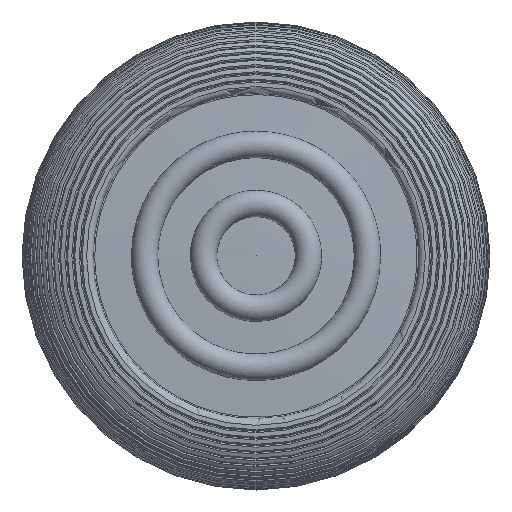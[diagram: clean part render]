
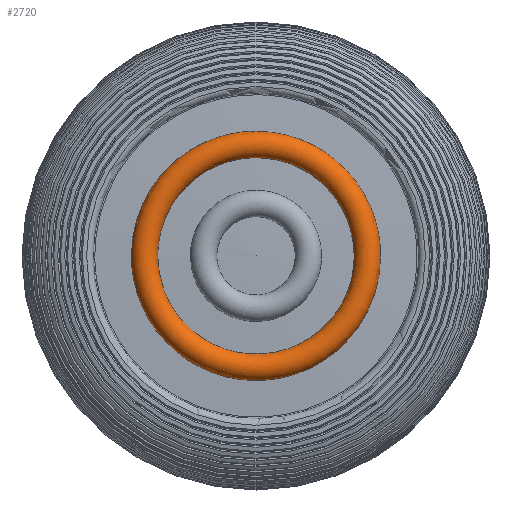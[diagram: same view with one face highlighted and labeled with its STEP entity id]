
A CAD part, top view. The second image highlights one B-rep face of the part: STEP entity #2720.
In plain terms, the highlighted toroidal (fillet/blend) face has major radius 4.126 mm and minor radius 0.5 mm.
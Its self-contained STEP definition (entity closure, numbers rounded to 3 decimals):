
#131=TOROIDAL_SURFACE('',#3115,4.126,0.5);
#258=FACE_OUTER_BOUND('',#418,.T.);
#418=EDGE_LOOP('',(#2087,#2088,#2089,#2090,#2091,#2092));
#725=CIRCLE('',#3116,0.5);
#819=B_SPLINE_CURVE_WITH_KNOTS('',3,(#4659,#4660,#4661,#4662,#4663,#4664,
#4665,#4666,#4667,#4668,#4669,#4670,#4671,#4672,#4673,#4674,#4675,#4676,
#4677,#4678),.UNSPECIFIED.,.F.,.F.,(4,2,2,2,2,2,2,2,2,4),(-1.456,
-1.444,-1.263,-1.083,-0.902,
-0.722,-0.541,-0.361,-0.18,
0.),.UNSPECIFIED.);
#820=B_SPLINE_CURVE_WITH_KNOTS('',3,(#4679,#4680,#4681,#4682,#4683,#4684,
#4685,#4686,#4687,#4688,#4689,#4690,#4691,#4692,#4693,#4694,#4695,#4696,
#4697,#4698),.UNSPECIFIED.,.F.,.F.,(4,2,2,2,2,2,2,2,2,4),(0.,0.102,
0.204,0.385,0.565,0.746,
0.926,1.107,1.287,1.456),
 .UNSPECIFIED.);
#823=B_SPLINE_CURVE_WITH_KNOTS('',3,(#5333,#5334,#5335,#5336,#5337,#5338,
#5339,#5340,#5341,#5342,#5343,#5344,#5345,#5346,#5347,#5348,#5349,#5350,
#5351,#5352),.UNSPECIFIED.,.F.,.F.,(4,2,2,2,2,2,2,2,2,4),(-1.147,
-1.138,-0.996,-0.853,-0.711,
-0.569,-0.427,-0.284,-0.142,
0.),.UNSPECIFIED.);
#824=B_SPLINE_CURVE_WITH_KNOTS('',3,(#5353,#5354,#5355,#5356,#5357,#5358,
#5359,#5360,#5361,#5362,#5363,#5364,#5365,#5366,#5367,#5368,#5369,#5370,
#5371,#5372),.UNSPECIFIED.,.F.,.F.,(4,2,2,2,2,2,2,2,2,4),(0.,0.081,
0.161,0.303,0.446,0.588,
0.73,0.872,1.014,1.147),
 .UNSPECIFIED.);
#967=VERTEX_POINT('',#4650);
#968=VERTEX_POINT('',#4658);
#1119=VERTEX_POINT('',#5283);
#1121=VERTEX_POINT('',#5332);
#1257=EDGE_CURVE('',#967,#968,#819,.T.);
#1258=EDGE_CURVE('',#968,#967,#820,.T.);
#1486=EDGE_CURVE('',#1119,#1121,#823,.T.);
#1487=EDGE_CURVE('',#1121,#1119,#824,.T.);
#1492=EDGE_CURVE('',#968,#1121,#725,.T.);
#2087=ORIENTED_EDGE('',*,*,#1257,.F.);
#2088=ORIENTED_EDGE('',*,*,#1258,.F.);
#2089=ORIENTED_EDGE('',*,*,#1492,.T.);
#2090=ORIENTED_EDGE('',*,*,#1486,.F.);
#2091=ORIENTED_EDGE('',*,*,#1487,.F.);
#2092=ORIENTED_EDGE('',*,*,#1492,.F.);
#2720=ADVANCED_FACE('',(#258),#131,.T.);
#3115=AXIS2_PLACEMENT_3D('',#5652,#3852,#3853);
#3116=AXIS2_PLACEMENT_3D('',#5653,#3854,#3855);
#3852=DIRECTION('center_axis',(0.,0.,-1.));
#3853=DIRECTION('ref_axis',(-1.,0.,0.));
#3854=DIRECTION('center_axis',(0.,-1.,0.));
#3855=DIRECTION('ref_axis',(1.,0.,0.));
#4650=CARTESIAN_POINT('',(-4.62,0.,7.313));
#4658=CARTESIAN_POINT('',(4.62,0.,7.313));
#4659=CARTESIAN_POINT('Ctrl Pts',(-4.62,0.,
7.313));
#4660=CARTESIAN_POINT('Ctrl Pts',(-4.62,0.04,
7.313));
#4661=CARTESIAN_POINT('Ctrl Pts',(-4.619,0.081,
7.313));
#4662=CARTESIAN_POINT('Ctrl Pts',(-4.603,0.723,7.313));
#4663=CARTESIAN_POINT('Ctrl Pts',(-4.47,1.315,7.313));
#4664=CARTESIAN_POINT('Ctrl Pts',(-3.984,2.416,7.313));
#4665=CARTESIAN_POINT('Ctrl Pts',(-3.636,2.914,7.313));
#4666=CARTESIAN_POINT('Ctrl Pts',(-2.768,3.747,7.313));
#4667=CARTESIAN_POINT('Ctrl Pts',(-2.257,4.076,7.313));
#4668=CARTESIAN_POINT('Ctrl Pts',(-1.138,4.518,7.313));
#4669=CARTESIAN_POINT('Ctrl Pts',(-0.541,4.627,7.313));
#4670=CARTESIAN_POINT('Ctrl Pts',(0.662,4.612,7.313));
#4671=CARTESIAN_POINT('Ctrl Pts',(1.256,4.486,7.313));
#4672=CARTESIAN_POINT('Ctrl Pts',(2.363,4.015,7.313));
#4673=CARTESIAN_POINT('Ctrl Pts',(2.866,3.673,7.313));
#4674=CARTESIAN_POINT('Ctrl Pts',(3.711,2.817,7.313));
#4675=CARTESIAN_POINT('Ctrl Pts',(4.046,2.311,7.313));
#4676=CARTESIAN_POINT('Ctrl Pts',(4.502,1.197,7.313));
#4677=CARTESIAN_POINT('Ctrl Pts',(4.62,0.602,7.313));
#4678=CARTESIAN_POINT('Ctrl Pts',(4.62,0.,
7.313));
#4679=CARTESIAN_POINT('Ctrl Pts',(4.62,0.,
7.313));
#4680=CARTESIAN_POINT('Ctrl Pts',(4.62,-0.341,7.313));
#4681=CARTESIAN_POINT('Ctrl Pts',(4.582,-0.68,7.313));
#4682=CARTESIAN_POINT('Ctrl Pts',(4.433,-1.345,7.313));
#4683=CARTESIAN_POINT('Ctrl Pts',(4.322,-1.668,7.313));
#4684=CARTESIAN_POINT('Ctrl Pts',(3.919,-2.52,7.313));
#4685=CARTESIAN_POINT('Ctrl Pts',(3.558,-3.008,7.313));
#4686=CARTESIAN_POINT('Ctrl Pts',(2.669,-3.819,7.313));
#4687=CARTESIAN_POINT('Ctrl Pts',(2.15,-4.133,7.313));
#4688=CARTESIAN_POINT('Ctrl Pts',(1.019,-4.546,7.313));
#4689=CARTESIAN_POINT('Ctrl Pts',(0.419,-4.64,7.313));
#4690=CARTESIAN_POINT('Ctrl Pts',(-0.783,-4.593,
7.313));
#4691=CARTESIAN_POINT('Ctrl Pts',(-1.374,-4.452,7.313));
#4692=CARTESIAN_POINT('Ctrl Pts',(-2.468,-3.952,7.313));
#4693=CARTESIAN_POINT('Ctrl Pts',(-2.961,-3.597,7.313));
#4694=CARTESIAN_POINT('Ctrl Pts',(-3.783,-2.719,7.313));
#4695=CARTESIAN_POINT('Ctrl Pts',(-4.105,-2.204,7.313));
#4696=CARTESIAN_POINT('Ctrl Pts',(-4.518,-1.117,7.313));
#4697=CARTESIAN_POINT('Ctrl Pts',(-4.62,-0.56,7.313));
#4698=CARTESIAN_POINT('Ctrl Pts',(-4.62,0.,
7.313));
#5283=CARTESIAN_POINT('',(-3.641,0.,7.355));
#5332=CARTESIAN_POINT('',(3.641,0.,7.355));
#5333=CARTESIAN_POINT('Ctrl Pts',(-3.641,0.,
7.355));
#5334=CARTESIAN_POINT('Ctrl Pts',(-3.641,-0.032,
7.355));
#5335=CARTESIAN_POINT('Ctrl Pts',(-3.64,-0.064,
7.355));
#5336=CARTESIAN_POINT('Ctrl Pts',(-3.627,-0.569,7.355));
#5337=CARTESIAN_POINT('Ctrl Pts',(-3.522,-1.036,7.355));
#5338=CARTESIAN_POINT('Ctrl Pts',(-3.139,-1.904,7.355));
#5339=CARTESIAN_POINT('Ctrl Pts',(-2.865,-2.296,7.355));
#5340=CARTESIAN_POINT('Ctrl Pts',(-2.182,-2.953,7.355));
#5341=CARTESIAN_POINT('Ctrl Pts',(-1.779,-3.212,7.355));
#5342=CARTESIAN_POINT('Ctrl Pts',(-0.897,-3.56,7.355));
#5343=CARTESIAN_POINT('Ctrl Pts',(-0.426,-3.647,
7.355));
#5344=CARTESIAN_POINT('Ctrl Pts',(0.522,-3.634,7.355));
#5345=CARTESIAN_POINT('Ctrl Pts',(0.99,-3.536,7.355));
#5346=CARTESIAN_POINT('Ctrl Pts',(1.863,-3.164,7.355));
#5347=CARTESIAN_POINT('Ctrl Pts',(2.258,-2.895,7.355));
#5348=CARTESIAN_POINT('Ctrl Pts',(2.924,-2.22,7.355));
#5349=CARTESIAN_POINT('Ctrl Pts',(3.188,-1.821,7.355));
#5350=CARTESIAN_POINT('Ctrl Pts',(3.548,-0.944,7.355));
#5351=CARTESIAN_POINT('Ctrl Pts',(3.641,-0.474,7.355));
#5352=CARTESIAN_POINT('Ctrl Pts',(3.641,0.,
7.355));
#5353=CARTESIAN_POINT('Ctrl Pts',(3.641,0.,
7.355));
#5354=CARTESIAN_POINT('Ctrl Pts',(3.641,0.268,7.355));
#5355=CARTESIAN_POINT('Ctrl Pts',(3.611,0.536,7.355));
#5356=CARTESIAN_POINT('Ctrl Pts',(3.494,1.06,7.355));
#5357=CARTESIAN_POINT('Ctrl Pts',(3.406,1.314,7.355));
#5358=CARTESIAN_POINT('Ctrl Pts',(3.088,1.986,7.355));
#5359=CARTESIAN_POINT('Ctrl Pts',(2.804,2.37,7.355));
#5360=CARTESIAN_POINT('Ctrl Pts',(2.103,3.009,7.355));
#5361=CARTESIAN_POINT('Ctrl Pts',(1.694,3.257,7.355));
#5362=CARTESIAN_POINT('Ctrl Pts',(0.803,3.583,7.355));
#5363=CARTESIAN_POINT('Ctrl Pts',(0.33,3.657,7.355));
#5364=CARTESIAN_POINT('Ctrl Pts',(-0.617,3.619,7.355));
#5365=CARTESIAN_POINT('Ctrl Pts',(-1.083,3.508,7.355));
#5366=CARTESIAN_POINT('Ctrl Pts',(-1.945,3.114,7.355));
#5367=CARTESIAN_POINT('Ctrl Pts',(-2.333,2.835,7.355));
#5368=CARTESIAN_POINT('Ctrl Pts',(-2.982,2.143,7.355));
#5369=CARTESIAN_POINT('Ctrl Pts',(-3.235,1.737,7.355));
#5370=CARTESIAN_POINT('Ctrl Pts',(-3.56,0.88,7.355));
#5371=CARTESIAN_POINT('Ctrl Pts',(-3.641,0.442,7.355));
#5372=CARTESIAN_POINT('Ctrl Pts',(-3.641,0.,
7.355));
#5652=CARTESIAN_POINT('Origin',(0.,0.,
7.234));
#5653=CARTESIAN_POINT('Origin',(4.126,0.,
7.234));
